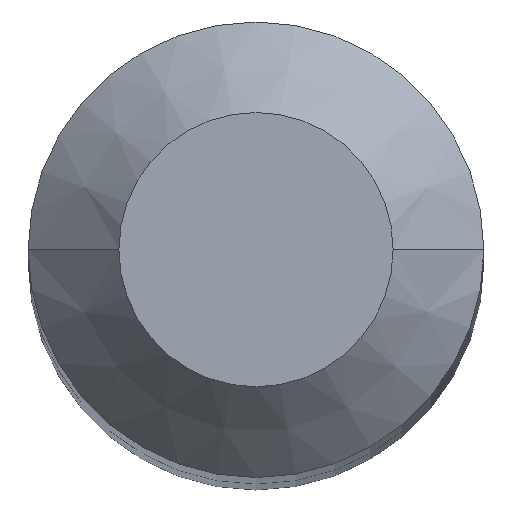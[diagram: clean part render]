
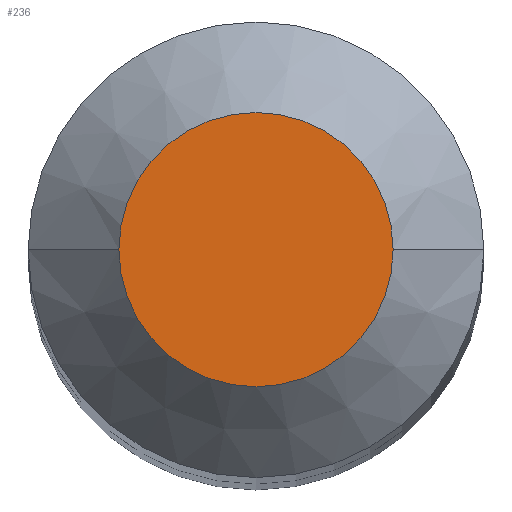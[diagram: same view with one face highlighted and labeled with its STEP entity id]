
A CAD part, top view. The second image highlights one B-rep face of the part: STEP entity #236.
In plain terms, the highlighted planar face has unit normal (0, 0, 1).
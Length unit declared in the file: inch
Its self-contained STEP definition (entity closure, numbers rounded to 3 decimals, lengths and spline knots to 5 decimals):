
#19 = DIRECTION ( 'NONE',  ( 0., 0., 1. ) ) ;
#48 = CARTESIAN_POINT ( 'NONE',  ( -0.04725, 0., 0. ) ) ;
#54 = AXIS2_PLACEMENT_3D ( 'NONE', #84, #58, #322 ) ;
#55 = CARTESIAN_POINT ( 'NONE',  ( 0.04725, 0., 0. ) ) ;
#58 = DIRECTION ( 'NONE',  ( 0., 0., 1. ) ) ;
#84 = CARTESIAN_POINT ( 'NONE',  ( 0., 0., 0. ) ) ;
#97 = VERTEX_POINT ( 'NONE', #48 ) ;
#115 = FACE_OUTER_BOUND ( 'NONE', #125, .T. ) ;
#125 = EDGE_LOOP ( 'NONE', ( #251, #308 ) ) ;
#142 = CIRCLE ( 'NONE', #54, 0.04725 ) ;
#144 = CARTESIAN_POINT ( 'NONE',  ( 0., 0., 0. ) ) ;
#152 = PLANE ( 'NONE',  #268 ) ;
#176 = EDGE_CURVE ( 'NONE', #97, #272, #354, .T. ) ;
#177 = DIRECTION ( 'NONE',  ( 0., 0., -1. ) ) ;
#206 = EDGE_CURVE ( 'NONE', #272, #97, #142, .T. ) ;
#236 = ADVANCED_FACE ( 'NONE', ( #115 ), #152, .F. ) ;
#251 = ORIENTED_EDGE ( 'NONE', *, *, #176, .T. ) ;
#268 = AXIS2_PLACEMENT_3D ( 'NONE', #144, #177, #382 ) ;
#272 = VERTEX_POINT ( 'NONE', #55 ) ;
#308 = ORIENTED_EDGE ( 'NONE', *, *, #206, .T. ) ;
#322 = DIRECTION ( 'NONE',  ( 1., 0., 0. ) ) ;
#354 = CIRCLE ( 'NONE', #379, 0.04725 ) ;
#373 = DIRECTION ( 'NONE',  ( 1., 0., 0. ) ) ;
#377 = CARTESIAN_POINT ( 'NONE',  ( 0., 0., 0. ) ) ;
#379 = AXIS2_PLACEMENT_3D ( 'NONE', #377, #19, #373 ) ;
#382 = DIRECTION ( 'NONE',  ( -1., 0., 0. ) ) ;
